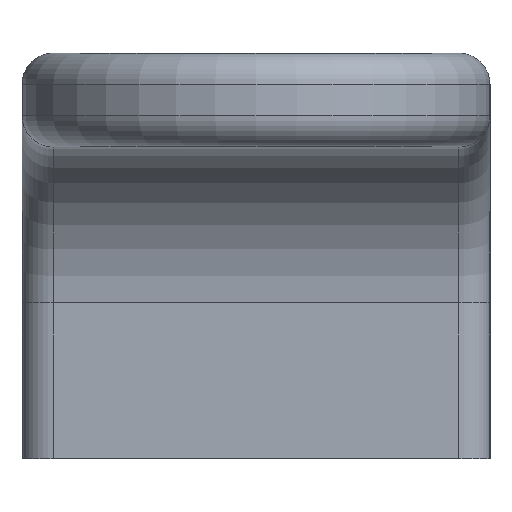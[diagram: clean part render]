
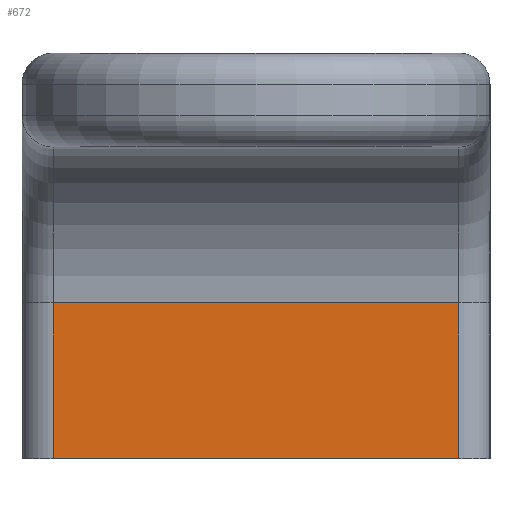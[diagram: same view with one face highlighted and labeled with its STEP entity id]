
A CAD part, left-side view. The second image highlights one B-rep face of the part: STEP entity #672.
In plain terms, the highlighted planar face has unit normal (-1, 0, 0).
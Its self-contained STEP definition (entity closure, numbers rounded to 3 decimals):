
#55=PLANE('',#774);
#94=FACE_OUTER_BOUND('',#142,.T.);
#142=EDGE_LOOP('',(#589,#590,#591,#592));
#172=LINE('',#1120,#215);
#179=LINE('',#1168,#222);
#186=LINE('',#1204,#229);
#188=LINE('',#1208,#231);
#215=VECTOR('',#892,10.);
#222=VECTOR('',#933,10.);
#229=VECTOR('',#976,10.);
#231=VECTOR('',#982,10.);
#321=VERTEX_POINT('',#1116);
#323=VERTEX_POINT('',#1119);
#329=VERTEX_POINT('',#1167);
#339=VERTEX_POINT('',#1197);
#391=EDGE_CURVE('',#323,#321,#172,.T.);
#407=EDGE_CURVE('',#323,#329,#179,.T.);
#426=EDGE_CURVE('',#339,#321,#186,.T.);
#428=EDGE_CURVE('',#329,#339,#188,.T.);
#589=ORIENTED_EDGE('',*,*,#426,.F.);
#590=ORIENTED_EDGE('',*,*,#428,.F.);
#591=ORIENTED_EDGE('',*,*,#407,.F.);
#592=ORIENTED_EDGE('',*,*,#391,.T.);
#672=ADVANCED_FACE('',(#94),#55,.T.);
#774=AXIS2_PLACEMENT_3D('',#1209,#983,#984);
#892=DIRECTION('',(0.,-1.,0.));
#933=DIRECTION('',(0.,0.,1.));
#976=DIRECTION('',(0.,0.,-1.));
#982=DIRECTION('',(0.,-1.,0.));
#983=DIRECTION('center_axis',(-1.,0.,0.));
#984=DIRECTION('ref_axis',(0.,-1.,0.));
#1116=CARTESIAN_POINT('',(0.,1.,0.));
#1119=CARTESIAN_POINT('',(0.,14.,0.));
#1120=CARTESIAN_POINT('',(0.,15.,0.));
#1167=CARTESIAN_POINT('',(0.,14.,5.));
#1168=CARTESIAN_POINT('',(0.,14.,0.));
#1197=CARTESIAN_POINT('',(0.,1.,5.));
#1204=CARTESIAN_POINT('',(0.,1.,0.));
#1208=CARTESIAN_POINT('',(0.,11.25,5.));
#1209=CARTESIAN_POINT('Origin',(0.,15.,0.));
